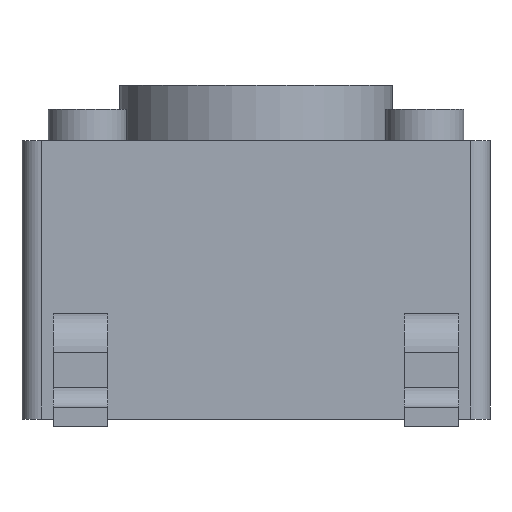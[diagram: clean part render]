
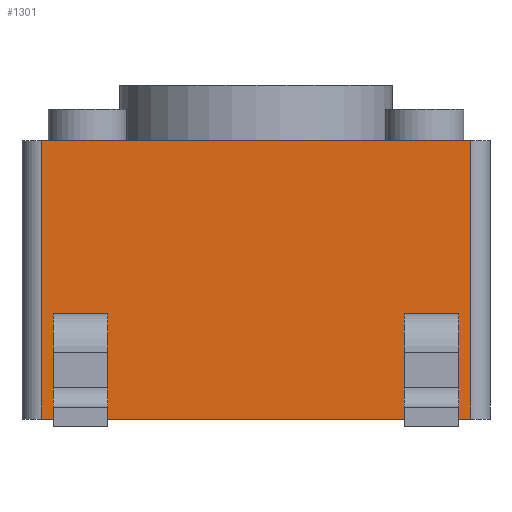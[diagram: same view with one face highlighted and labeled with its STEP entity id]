
A CAD part, front view. The second image highlights one B-rep face of the part: STEP entity #1301.
In plain terms, the highlighted planar face has unit normal (0, -1, 0).
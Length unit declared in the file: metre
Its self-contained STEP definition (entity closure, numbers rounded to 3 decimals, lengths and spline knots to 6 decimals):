
#60=LINE('',#2095,#188);
#63=LINE('',#2101,#191);
#65=LINE('',#2105,#193);
#67=LINE('',#2109,#195);
#122=LINE('',#2252,#250);
#124=LINE('',#2257,#252);
#126=LINE('',#2261,#254);
#127=LINE('',#2264,#255);
#129=LINE('',#2271,#257);
#130=LINE('',#2275,#258);
#131=LINE('',#2277,#259);
#132=LINE('',#2279,#260);
#188=VECTOR('',#1723,1.);
#191=VECTOR('',#1730,1.);
#193=VECTOR('',#1734,1.);
#195=VECTOR('',#1740,1.);
#250=VECTOR('',#1871,1.);
#252=VECTOR('',#1877,1.);
#254=VECTOR('',#1881,1.);
#255=VECTOR('',#1886,1.);
#257=VECTOR('',#1892,1.);
#258=VECTOR('',#1897,1.);
#259=VECTOR('',#1898,1.);
#260=VECTOR('',#1899,1.);
#310=PLANE('',#1545);
#618=ORIENTED_EDGE('',*,*,#750,.T.);
#619=ORIENTED_EDGE('',*,*,#748,.F.);
#620=ORIENTED_EDGE('',*,*,#745,.F.);
#621=ORIENTED_EDGE('',*,*,#752,.T.);
#622=ORIENTED_EDGE('',*,*,#827,.T.);
#623=ORIENTED_EDGE('',*,*,#825,.F.);
#624=ORIENTED_EDGE('',*,*,#823,.F.);
#625=ORIENTED_EDGE('',*,*,#828,.T.);
#626=ORIENTED_EDGE('',*,*,#833,.F.);
#627=ORIENTED_EDGE('',*,*,#831,.F.);
#628=ORIENTED_EDGE('',*,*,#834,.T.);
#629=ORIENTED_EDGE('',*,*,#835,.F.);
#745=EDGE_CURVE('',#904,#903,#60,.T.);
#748=EDGE_CURVE('',#903,#905,#63,.T.);
#750=EDGE_CURVE('',#906,#905,#65,.T.);
#752=EDGE_CURVE('',#904,#906,#67,.T.);
#823=EDGE_CURVE('',#956,#955,#122,.T.);
#825=EDGE_CURVE('',#955,#957,#124,.T.);
#827=EDGE_CURVE('',#958,#957,#126,.T.);
#828=EDGE_CURVE('',#956,#958,#127,.T.);
#831=EDGE_CURVE('',#961,#962,#129,.T.);
#833=EDGE_CURVE('',#962,#963,#130,.T.);
#834=EDGE_CURVE('',#961,#964,#131,.T.);
#835=EDGE_CURVE('',#963,#964,#132,.T.);
#903=VERTEX_POINT('',#2092);
#904=VERTEX_POINT('',#2094);
#905=VERTEX_POINT('',#2100);
#906=VERTEX_POINT('',#2104);
#955=VERTEX_POINT('',#2249);
#956=VERTEX_POINT('',#2251);
#957=VERTEX_POINT('',#2256);
#958=VERTEX_POINT('',#2260);
#961=VERTEX_POINT('',#2270);
#962=VERTEX_POINT('',#2272);
#963=VERTEX_POINT('',#2276);
#964=VERTEX_POINT('',#2278);
#1092=EDGE_LOOP('',(#618,#619,#620,#621));
#1093=EDGE_LOOP('',(#622,#623,#624,#625));
#1094=EDGE_LOOP('',(#626,#627,#628,#629));
#1178=FACE_BOUND('',#1092,.T.);
#1179=FACE_BOUND('',#1093,.T.);
#1180=FACE_BOUND('',#1094,.T.);
#1301=ADVANCED_FACE('',(#1178,#1179,#1180),#310,.T.);
#1545=AXIS2_PLACEMENT_3D('',#2274,#1895,#1896);
#1723=DIRECTION('',(1.,0.,0.));
#1730=DIRECTION('',(0.,0.,1.));
#1734=DIRECTION('',(1.,0.,0.));
#1740=DIRECTION('',(0.,0.,1.));
#1871=DIRECTION('',(1.,0.,0.));
#1877=DIRECTION('',(0.,0.,1.));
#1881=DIRECTION('',(1.,0.,0.));
#1886=DIRECTION('',(0.,0.,1.));
#1892=DIRECTION('',(0.,0.,1.));
#1895=DIRECTION('',(0.,-1.,0.));
#1896=DIRECTION('',(0.,0.,-1.));
#1897=DIRECTION('',(1.,0.,0.));
#1898=DIRECTION('',(1.,0.,0.));
#1899=DIRECTION('',(0.,0.,-1.));
#2092=CARTESIAN_POINT('',(0.0026,-0.003,-0.00247));
#2094=CARTESIAN_POINT('',(0.0019,-0.003,-0.00247));
#2095=CARTESIAN_POINT('',(-0.0026,-0.003,-0.00247));
#2100=CARTESIAN_POINT('',(0.0026,-0.003,-0.00222));
#2101=CARTESIAN_POINT('',(0.0026,-0.003,-0.00247));
#2104=CARTESIAN_POINT('',(0.0019,-0.003,-0.00222));
#2105=CARTESIAN_POINT('',(-0.003,-0.003,-0.00222));
#2109=CARTESIAN_POINT('',(0.0019,-0.003,-0.00247));
#2249=CARTESIAN_POINT('',(-0.0019,-0.003,-0.00247));
#2251=CARTESIAN_POINT('',(-0.0026,-0.003,-0.00247));
#2252=CARTESIAN_POINT('',(-0.0026,-0.003,-0.00247));
#2256=CARTESIAN_POINT('',(-0.0019,-0.003,-0.00222));
#2257=CARTESIAN_POINT('',(-0.0019,-0.003,-0.00247));
#2260=CARTESIAN_POINT('',(-0.0026,-0.003,-0.00222));
#2261=CARTESIAN_POINT('',(-0.0026,-0.003,-0.00222));
#2264=CARTESIAN_POINT('',(-0.0026,-0.003,-0.00247));
#2270=CARTESIAN_POINT('',(-0.00275,-0.003,-0.00357));
#2271=CARTESIAN_POINT('',(-0.00275,-0.003,-0.00357));
#2272=CARTESIAN_POINT('',(-0.00275,-0.003,0.));
#2274=CARTESIAN_POINT('',(-0.003,-0.003,0.));
#2275=CARTESIAN_POINT('',(-0.00275,-0.003,0.));
#2276=CARTESIAN_POINT('',(0.00275,-0.003,0.));
#2277=CARTESIAN_POINT('',(-0.00275,-0.003,-0.00357));
#2278=CARTESIAN_POINT('',(0.00275,-0.003,-0.00357));
#2279=CARTESIAN_POINT('',(0.00275,-0.003,0.));
